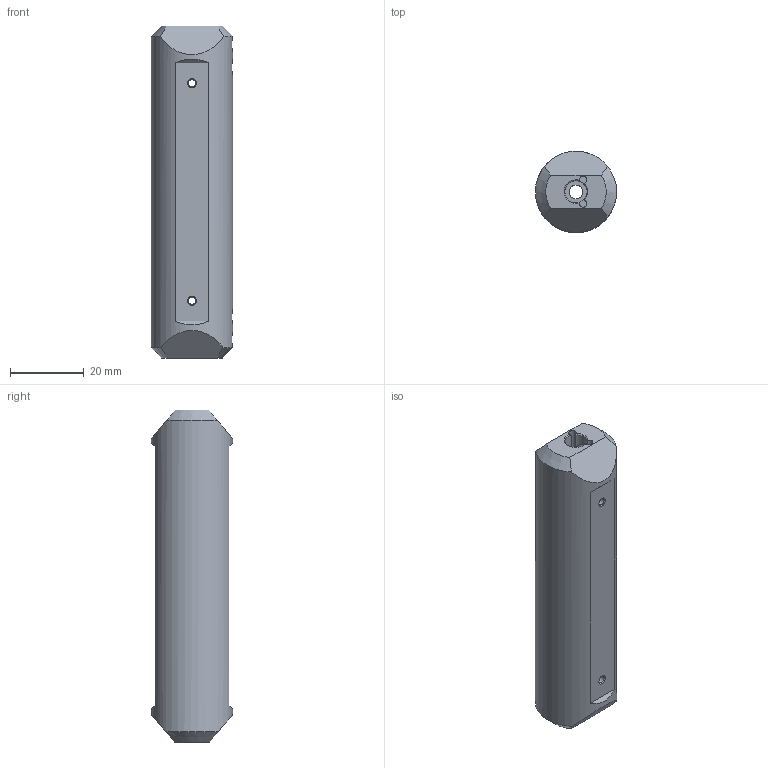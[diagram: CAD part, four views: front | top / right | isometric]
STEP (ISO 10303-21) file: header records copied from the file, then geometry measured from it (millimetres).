
FILE_DESCRIPTION (( 'STEP AP203' ), '1' );
FILE_NAME ('676.PT22-D.step', '2024-04-18T05:58:38', ( '' ), ( '' ), 'SwSTEP 2.0', 'SolidWorks 2022', '' );
FILE_SCHEMA (( 'CONFIG_CONTROL_DESIGN' ));
Length unit declared in the file: millimetre
Products named in the file (1): 676.PT22-D
Bounding box: 22 x 21.99 x 90 mm (x, y, z)
Volume: 29503.8 mm3; surface area: 8614.3 mm2
Topology: 1 solids, 1 shells, 46 faces, 128 edges, 84 vertices
Faces by surface type: plane 18, cylinder 16, cone 12
Full cylindrical faces by diameter (mm): 2 x4, 3.7 x1, 4.2 x4, 6 x1, 7 x1, 22 x1
Entity records: 2013 total; most frequent: CARTESIAN_POINT 905, ORIENTED_EDGE 200, DIRECTION 196, EDGE_CURVE 100, AXIS2_PLACEMENT_3D 87, EDGE_LOOP 82, VERTEX_POINT 74, FACE_OUTER_BOUND 58
